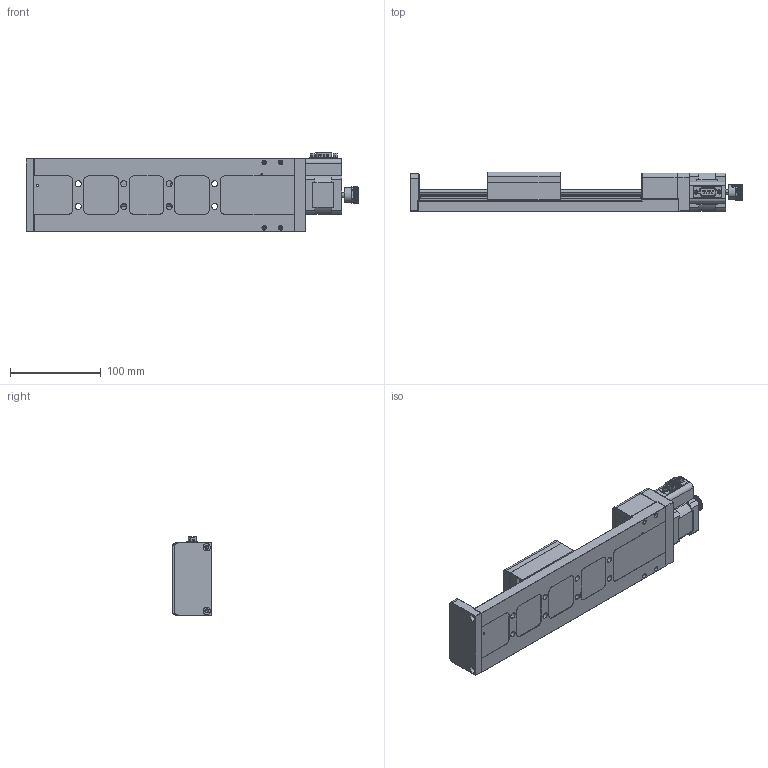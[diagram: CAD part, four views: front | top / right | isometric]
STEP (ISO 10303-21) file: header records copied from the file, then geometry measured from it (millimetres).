
FILE_DESCRIPTION (( 'STEP AP214' ), '1' );
FILE_NAME ('FMS80-150.STEP', '2021-07-21T12:13:40', ( '' ), ( '' ), 'SwSTEP 2.0', 'SolidWorks 2017', '' );
FILE_SCHEMA (( 'AUTOMOTIVE_DESIGN' ));
Length unit declared in the file: millimetre
Products named in the file (1): FMS80-150
Bounding box: 365.1 x 43.5 x 86.8 mm (x, y, z)
Volume: 616477 mm3; surface area: 206677.9 mm2
Topology: 29 solids, 29 shells, 2994 faces, 7767 edges, 4763 vertices
Faces by surface type: cylinder 1130, plane 962, cone 427, bspline 335, torus 91, sphere 49
Entity records: 130852 total; most frequent: CARTESIAN_POINT 26283, ORIENTED_EDGE 15082, DIRECTION 14602, EDGE_CURVE 7541, AXIS2_PLACEMENT_3D 5561, VERTEX_POINT 4750, EDGE_LOOP 3485, LINE 3480
